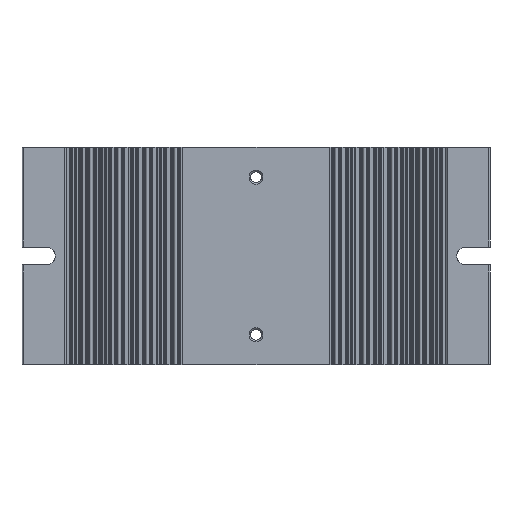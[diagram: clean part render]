
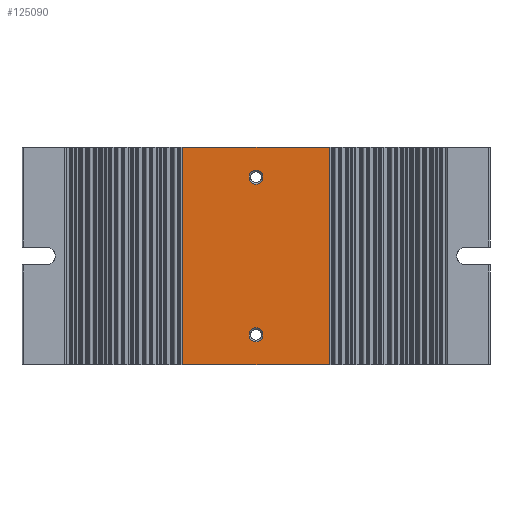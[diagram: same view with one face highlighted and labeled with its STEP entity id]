
A CAD part, front view. The second image highlights one B-rep face of the part: STEP entity #125090.
In plain terms, the highlighted planar face has unit normal (0, -1, 0).
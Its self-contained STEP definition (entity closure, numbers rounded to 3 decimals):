
#4249 = ORIENTED_EDGE ( 'NONE', *, *, #64180, .T. ) ;
#4385 = DIRECTION ( 'NONE',  ( 0., 0., 1. ) ) ;
#4920 = DIRECTION ( 'NONE',  ( 0., 0., 1. ) ) ;
#5173 = DIRECTION ( 'NONE',  ( 0., 0., 1. ) ) ;
#5563 = EDGE_CURVE ( 'NONE', #125356, #66630, #83657, .T. ) ;
#5582 = CARTESIAN_POINT ( 'NONE',  ( 22.51, -3., -33.5 ) ) ;
#9225 = EDGE_LOOP ( 'NONE', ( #86931, #4249 ) ) ;
#11004 = DIRECTION ( 'NONE',  ( 0., 1., 0. ) ) ;
#17035 = PLANE ( 'NONE',  #41302 ) ;
#21278 = EDGE_CURVE ( 'NONE', #115955, #90093, #68064, .T. ) ;
#22162 = CIRCLE ( 'NONE', #121685, 2.15 ) ;
#26492 = VECTOR ( 'NONE', #77043, 1000. ) ;
#29290 = EDGE_CURVE ( 'NONE', #62237, #106503, #39302, .T. ) ;
#29964 = EDGE_CURVE ( 'NONE', #115955, #125356, #104735, .T. ) ;
#35350 = FACE_OUTER_BOUND ( 'NONE', #45718, .T. ) ;
#35429 = DIRECTION ( 'NONE',  ( 0., 1., 0. ) ) ;
#36390 = CIRCLE ( 'NONE', #62402, 2.15 ) ;
#39302 = CIRCLE ( 'NONE', #98765, 2.15 ) ;
#40786 = EDGE_CURVE ( 'NONE', #89129, #95931, #36390, .T. ) ;
#40881 = CARTESIAN_POINT ( 'NONE',  ( 2.15, -3., -24.25 ) ) ;
#41302 = AXIS2_PLACEMENT_3D ( 'NONE', #125215, #66798, #96641 ) ;
#45718 = EDGE_LOOP ( 'NONE', ( #52905, #104645, #107308, #51299 ) ) ;
#47640 = CARTESIAN_POINT ( 'NONE',  ( -22.51, -3., -33.5 ) ) ;
#51299 = ORIENTED_EDGE ( 'NONE', *, *, #21278, .F. ) ;
#51810 = CARTESIAN_POINT ( 'NONE',  ( 22.51, -3., 33.5 ) ) ;
#51821 = CARTESIAN_POINT ( 'NONE',  ( -22.51, -3., -33.5 ) ) ;
#52905 = ORIENTED_EDGE ( 'NONE', *, *, #29964, .T. ) ;
#54888 = DIRECTION ( 'NONE',  ( 0., 1., 0. ) ) ;
#58887 = VECTOR ( 'NONE', #4385, 1000. ) ;
#60750 = VECTOR ( 'NONE', #67899, 1000. ) ;
#61155 = FACE_BOUND ( 'NONE', #95717, .T. ) ;
#61409 = CARTESIAN_POINT ( 'NONE',  ( 2.15, -3., 24.25 ) ) ;
#62237 = VERTEX_POINT ( 'NONE', #40881 ) ;
#62402 = AXIS2_PLACEMENT_3D ( 'NONE', #64685, #54888, #5173 ) ;
#64180 = EDGE_CURVE ( 'NONE', #106503, #62237, #116262, .T. ) ;
#64685 = CARTESIAN_POINT ( 'NONE',  ( 0., -3., 24.25 ) ) ;
#66630 = VERTEX_POINT ( 'NONE', #97318 ) ;
#66798 = DIRECTION ( 'NONE',  ( 0., 1., 0. ) ) ;
#67899 = DIRECTION ( 'NONE',  ( -1., 0., 0. ) ) ;
#68064 = LINE ( 'NONE', #126210, #100162 ) ;
#73713 = CARTESIAN_POINT ( 'NONE',  ( 0., -3., 24.25 ) ) ;
#76414 = ORIENTED_EDGE ( 'NONE', *, *, #102763, .T. ) ;
#77043 = DIRECTION ( 'NONE',  ( 0., 0., 1. ) ) ;
#77901 = EDGE_CURVE ( 'NONE', #90093, #66630, #108895, .T. ) ;
#78018 = DIRECTION ( 'NONE',  ( -1., 0., 0. ) ) ;
#79689 = CARTESIAN_POINT ( 'NONE',  ( -2.15, -3., -24.25 ) ) ;
#83529 = DIRECTION ( 'NONE',  ( 0., 0., 1. ) ) ;
#83657 = LINE ( 'NONE', #116945, #60750 ) ;
#86931 = ORIENTED_EDGE ( 'NONE', *, *, #29290, .T. ) ;
#87159 = FACE_BOUND ( 'NONE', #9225, .T. ) ;
#89129 = VERTEX_POINT ( 'NONE', #96508 ) ;
#90093 = VERTEX_POINT ( 'NONE', #51821 ) ;
#95717 = EDGE_LOOP ( 'NONE', ( #76414, #97012 ) ) ;
#95931 = VERTEX_POINT ( 'NONE', #61409 ) ;
#96508 = CARTESIAN_POINT ( 'NONE',  ( -2.15, -3., 24.25 ) ) ;
#96641 = DIRECTION ( 'NONE',  ( 0., 0., 1. ) ) ;
#97012 = ORIENTED_EDGE ( 'NONE', *, *, #40786, .T. ) ;
#97318 = CARTESIAN_POINT ( 'NONE',  ( -22.51, -3., 33.5 ) ) ;
#98765 = AXIS2_PLACEMENT_3D ( 'NONE', #108127, #11004, #118344 ) ;
#100162 = VECTOR ( 'NONE', #78018, 1000. ) ;
#102763 = EDGE_CURVE ( 'NONE', #95931, #89129, #22162, .T. ) ;
#104645 = ORIENTED_EDGE ( 'NONE', *, *, #5563, .T. ) ;
#104735 = LINE ( 'NONE', #111729, #58887 ) ;
#106503 = VERTEX_POINT ( 'NONE', #79689 ) ;
#107308 = ORIENTED_EDGE ( 'NONE', *, *, #77901, .F. ) ;
#108127 = CARTESIAN_POINT ( 'NONE',  ( 0., -3., -24.25 ) ) ;
#108895 = LINE ( 'NONE', #47640, #26492 ) ;
#111729 = CARTESIAN_POINT ( 'NONE',  ( 22.51, -3., -33.5 ) ) ;
#113958 = CARTESIAN_POINT ( 'NONE',  ( 0., -3., -24.25 ) ) ;
#115955 = VERTEX_POINT ( 'NONE', #5582 ) ;
#116262 = CIRCLE ( 'NONE', #121575, 2.15 ) ;
#116945 = CARTESIAN_POINT ( 'NONE',  ( 0., -3., 33.5 ) ) ;
#118344 = DIRECTION ( 'NONE',  ( 0., 0., 1. ) ) ;
#121575 = AXIS2_PLACEMENT_3D ( 'NONE', #113958, #123712, #4920 ) ;
#121685 = AXIS2_PLACEMENT_3D ( 'NONE', #73713, #35429, #83529 ) ;
#123712 = DIRECTION ( 'NONE',  ( 0., 1., 0. ) ) ;
#125090 = ADVANCED_FACE ( 'NONE', ( #87159, #61155, #35350 ), #17035, .F. ) ;
#125215 = CARTESIAN_POINT ( 'NONE',  ( 0., -3., -33.5 ) ) ;
#125356 = VERTEX_POINT ( 'NONE', #51810 ) ;
#126210 = CARTESIAN_POINT ( 'NONE',  ( 0., -3., -33.5 ) ) ;
